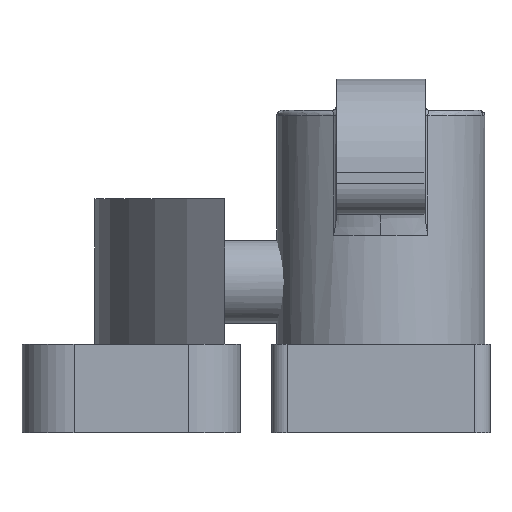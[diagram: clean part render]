
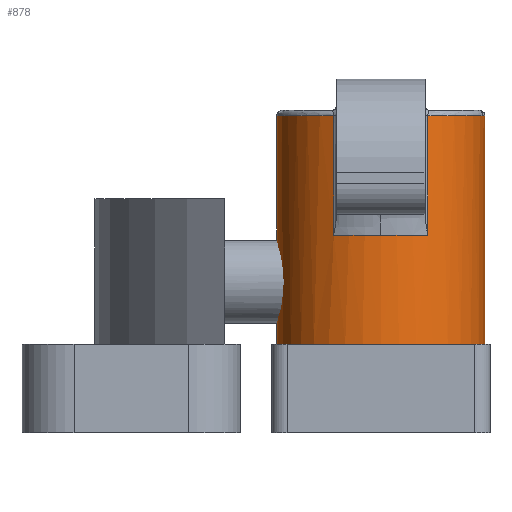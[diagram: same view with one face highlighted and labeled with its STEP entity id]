
A CAD part, front view. The second image highlights one B-rep face of the part: STEP entity #878.
In plain terms, the highlighted cylindrical face has radius 10 mm (diameter 20 mm), a partial arc.
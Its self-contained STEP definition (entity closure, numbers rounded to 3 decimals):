
#8 = VERTEX_POINT ( 'NONE', #983 ) ;
#9 = EDGE_CURVE ( 'NONE', #865, #3124, #971, .T. ) ;
#456 = EDGE_CURVE ( 'NONE', #8, #3124, #1742, .T. ) ;
#479 = ORIENTED_EDGE ( 'NONE', *, *, #9, .F. ) ;
#515 = ORIENTED_EDGE ( 'NONE', *, *, #864, .T. ) ;
#516 = ORIENTED_EDGE ( 'NONE', *, *, #840, .T. ) ;
#840 = EDGE_CURVE ( 'NONE', #933, #932, #2435, .T. ) ;
#853 = VERTEX_POINT ( 'NONE', #2468 ) ;
#864 = EDGE_CURVE ( 'NONE', #865, #870, #2521, .T. ) ;
#865 = VERTEX_POINT ( 'NONE', #2520 ) ;
#870 = VERTEX_POINT ( 'NONE', #2502 ) ;
#873 = ORIENTED_EDGE ( 'NONE', *, *, #881, .T. ) ;
#874 = ORIENTED_EDGE ( 'NONE', *, *, #877, .T. ) ;
#875 = VERTEX_POINT ( 'NONE', #2495 ) ;
#876 = EDGE_CURVE ( 'NONE', #3114, #875, #2504, .T. ) ;
#877 = EDGE_CURVE ( 'NONE', #932, #3114, #2549, .T. ) ;
#878 = ADVANCED_FACE ( 'NONE', ( #2539 ), #2493, .T. ) ;
#879 = EDGE_CURVE ( 'NONE', #870, #933, #2536, .T. ) ;
#880 = ORIENTED_EDGE ( 'NONE', *, *, #879, .T. ) ;
#881 = EDGE_CURVE ( 'NONE', #853, #8, #2533, .T. ) ;
#932 = VERTEX_POINT ( 'NONE', #2626 ) ;
#933 = VERTEX_POINT ( 'NONE', #2618 ) ;
#940 = ORIENTED_EDGE ( 'NONE', *, *, #456, .T. ) ;
#966 = DIRECTION ( 'NONE',  ( 0., 0., -1. ) ) ;
#967 = VECTOR ( 'NONE', #966, 1000. ) ;
#970 = CARTESIAN_POINT ( 'NONE',  ( 44.5, 27.5, 31. ) ) ;
#971 = LINE ( 'NONE', #970, #967 ) ;
#983 = CARTESIAN_POINT ( 'NONE',  ( 24.5, 27.5, 8.5 ) ) ;
#1742 = CIRCLE ( 'NONE', #1788, 10. ) ;
#1752 = CARTESIAN_POINT ( 'NONE',  ( 34.5, 27.5, 8.5 ) ) ;
#1786 = DIRECTION ( 'NONE',  ( -1., 0., 0. ) ) ;
#1787 = DIRECTION ( 'NONE',  ( 0., 0., 1. ) ) ;
#1788 = AXIS2_PLACEMENT_3D ( 'NONE', #1752, #1787, #1786 ) ;
#2432 = DIRECTION ( 'NONE',  ( 0., -1., 0. ) ) ;
#2433 = DIRECTION ( 'NONE',  ( 0., 0., -1. ) ) ;
#2434 = AXIS2_PLACEMENT_3D ( 'NONE', #2457, #2433, #2432 ) ;
#2435 = CIRCLE ( 'NONE', #2434, 10. ) ;
#2457 = CARTESIAN_POINT ( 'NONE',  ( 34.5, 27.5, 19. ) ) ;
#2468 = CARTESIAN_POINT ( 'NONE',  ( 24.5, 27.5, 30.5 ) ) ;
#2493 = CYLINDRICAL_SURFACE ( 'NONE', #2545, 10. ) ;
#2495 = CARTESIAN_POINT ( 'NONE',  ( 29.976, 18.582, 30.5 ) ) ;
#2496 = CARTESIAN_POINT ( 'NONE',  ( 34.5, 27.5, 19. ) ) ;
#2502 = CARTESIAN_POINT ( 'NONE',  ( 39.024, 18.582, 30.5 ) ) ;
#2503 = CARTESIAN_POINT ( 'NONE',  ( 29.976, 18.582, 31. ) ) ;
#2504 = LINE ( 'NONE', #2503, #2547 ) ;
#2505 = AXIS2_PLACEMENT_3D ( 'NONE', #2496, #2541, #2540 ) ;
#2506 = DIRECTION ( 'NONE',  ( 1., 0., 0. ) ) ;
#2507 = DIRECTION ( 'NONE',  ( 0., 0., -1. ) ) ;
#2508 = CARTESIAN_POINT ( 'NONE',  ( 34.5, 27.5, 30.5 ) ) ;
#2510 = AXIS2_PLACEMENT_3D ( 'NONE', #2508, #2507, #2506 ) ;
#2520 = CARTESIAN_POINT ( 'NONE',  ( 44.5, 27.5, 30.5 ) ) ;
#2521 = CIRCLE ( 'NONE', #2510, 10. ) ;
#2530 = DIRECTION ( 'NONE',  ( 0., 0., -1. ) ) ;
#2531 = VECTOR ( 'NONE', #2530, 1000. ) ;
#2532 = CARTESIAN_POINT ( 'NONE',  ( 24.5, 27.5, 31. ) ) ;
#2533 = LINE ( 'NONE', #2532, #2531 ) ;
#2535 = VECTOR ( 'NONE', #2538, 1000. ) ;
#2536 = LINE ( 'NONE', #2548, #2535 ) ;
#2537 = DIRECTION ( 'NONE',  ( -1., 0., 0. ) ) ;
#2538 = DIRECTION ( 'NONE',  ( 0., 0., -1. ) ) ;
#2539 = FACE_OUTER_BOUND ( 'NONE', #3123, .T. ) ;
#2540 = DIRECTION ( 'NONE',  ( 0., -1., 0. ) ) ;
#2541 = DIRECTION ( 'NONE',  ( 0., 0., -1. ) ) ;
#2543 = DIRECTION ( 'NONE',  ( 0., 0., -1. ) ) ;
#2544 = CARTESIAN_POINT ( 'NONE',  ( 34.5, 27.5, 31. ) ) ;
#2545 = AXIS2_PLACEMENT_3D ( 'NONE', #2544, #2543, #2537 ) ;
#2546 = DIRECTION ( 'NONE',  ( 0., 0., 1. ) ) ;
#2547 = VECTOR ( 'NONE', #2546, 1000. ) ;
#2548 = CARTESIAN_POINT ( 'NONE',  ( 39.024, 18.582, 31. ) ) ;
#2549 = CIRCLE ( 'NONE', #2505, 10. ) ;
#2618 = CARTESIAN_POINT ( 'NONE',  ( 39.024, 18.582, 19. ) ) ;
#2626 = CARTESIAN_POINT ( 'NONE',  ( 34.5, 17.5, 19. ) ) ;
#2892 = DIRECTION ( 'NONE',  ( 1., 0., 0. ) ) ;
#2893 = DIRECTION ( 'NONE',  ( 0., 0., -1. ) ) ;
#2894 = AXIS2_PLACEMENT_3D ( 'NONE', #2902, #2893, #2892 ) ;
#2901 = CARTESIAN_POINT ( 'NONE',  ( 44.5, 27.5, 8.5 ) ) ;
#2902 = CARTESIAN_POINT ( 'NONE',  ( 34.5, 27.5, 30.5 ) ) ;
#2903 = CARTESIAN_POINT ( 'NONE',  ( 29.976, 18.582, 19. ) ) ;
#2904 = CIRCLE ( 'NONE', #2894, 10. ) ;
#3111 = ORIENTED_EDGE ( 'NONE', *, *, #3115, .T. ) ;
#3114 = VERTEX_POINT ( 'NONE', #2903 ) ;
#3115 = EDGE_CURVE ( 'NONE', #875, #853, #2904, .T. ) ;
#3117 = ORIENTED_EDGE ( 'NONE', *, *, #876, .T. ) ;
#3123 = EDGE_LOOP ( 'NONE', ( #479, #515, #880, #516, #874, #3117, #3111, #873, #940 ) ) ;
#3124 = VERTEX_POINT ( 'NONE', #2901 ) ;
